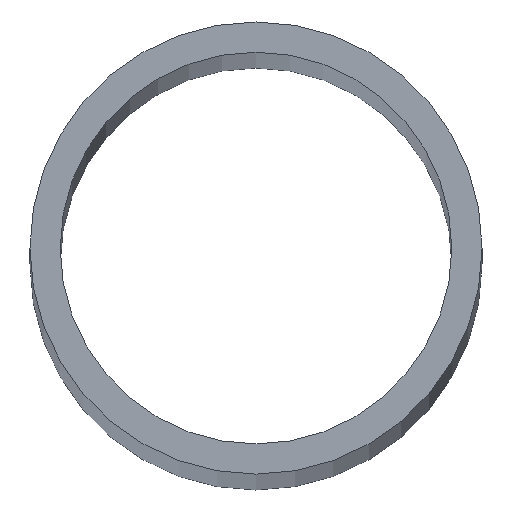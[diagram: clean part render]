
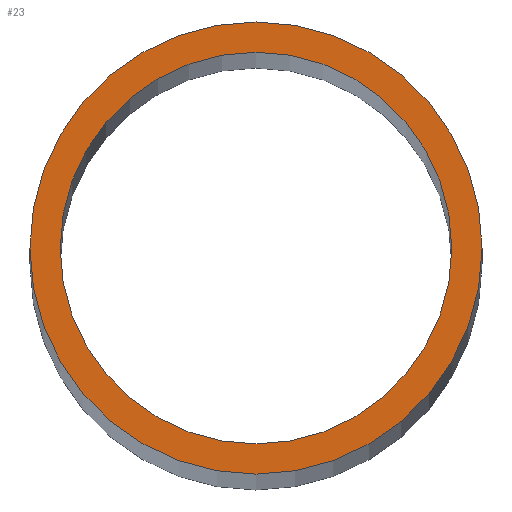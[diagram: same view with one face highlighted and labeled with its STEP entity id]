
A CAD part, top view. The second image highlights one B-rep face of the part: STEP entity #23.
In plain terms, the highlighted planar face has unit normal (0, 0, 1).
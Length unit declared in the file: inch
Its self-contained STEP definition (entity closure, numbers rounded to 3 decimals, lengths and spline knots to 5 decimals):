
#6 = ORIENTED_EDGE ( 'NONE', *, *, #115, .T. ) ;
#21 = VERTEX_POINT ( 'NONE', #166 ) ;
#23 = ADVANCED_FACE ( 'NONE', ( #124, #205 ), #147, .T. ) ;
#33 = DIRECTION ( 'NONE',  ( 0., 0., 1. ) ) ;
#35 = DIRECTION ( 'NONE',  ( 0., 0., 1. ) ) ;
#43 = ORIENTED_EDGE ( 'NONE', *, *, #101, .T. ) ;
#48 = DIRECTION ( 'NONE',  ( 1., 0., 0. ) ) ;
#50 = CARTESIAN_POINT ( 'NONE',  ( 0., 0., 216. ) ) ;
#57 = CIRCLE ( 'NONE', #120, 4.656 ) ;
#65 = AXIS2_PLACEMENT_3D ( 'NONE', #50, #33, #175 ) ;
#68 = CIRCLE ( 'NONE', #208, 5.375 ) ;
#71 = DIRECTION ( 'NONE',  ( 0., 0., 1. ) ) ;
#82 = CIRCLE ( 'NONE', #65, 4.656 ) ;
#84 = ORIENTED_EDGE ( 'NONE', *, *, #235, .F. ) ;
#90 = VERTEX_POINT ( 'NONE', #159 ) ;
#92 = CARTESIAN_POINT ( 'NONE',  ( 0., 0., 216. ) ) ;
#93 = CARTESIAN_POINT ( 'NONE',  ( -5.375, 0., 216. ) ) ;
#96 = AXIS2_PLACEMENT_3D ( 'NONE', #150, #204, #48 ) ;
#97 = CIRCLE ( 'NONE', #131, 5.375 ) ;
#99 = EDGE_CURVE ( 'NONE', #146, #90, #82, .T. ) ;
#101 = EDGE_CURVE ( 'NONE', #21, #186, #68, .T. ) ;
#113 = CARTESIAN_POINT ( 'NONE',  ( 4.656, 0., 216. ) ) ;
#114 = DIRECTION ( 'NONE',  ( 1., 0., 0. ) ) ;
#115 = EDGE_CURVE ( 'NONE', #186, #21, #97, .T. ) ;
#120 = AXIS2_PLACEMENT_3D ( 'NONE', #215, #35, #233 ) ;
#124 = FACE_OUTER_BOUND ( 'NONE', #228, .T. ) ;
#126 = EDGE_LOOP ( 'NONE', ( #84, #244 ) ) ;
#131 = AXIS2_PLACEMENT_3D ( 'NONE', #245, #71, #114 ) ;
#146 = VERTEX_POINT ( 'NONE', #113 ) ;
#147 = PLANE ( 'NONE',  #96 ) ;
#150 = CARTESIAN_POINT ( 'NONE',  ( 0., 0., 216. ) ) ;
#159 = CARTESIAN_POINT ( 'NONE',  ( -4.656, 0., 216. ) ) ;
#166 = CARTESIAN_POINT ( 'NONE',  ( 5.375, 0., 216. ) ) ;
#171 = DIRECTION ( 'NONE',  ( 1., 0., 0. ) ) ;
#175 = DIRECTION ( 'NONE',  ( 1., 0., 0. ) ) ;
#186 = VERTEX_POINT ( 'NONE', #93 ) ;
#191 = DIRECTION ( 'NONE',  ( 0., 0., 1. ) ) ;
#204 = DIRECTION ( 'NONE',  ( 0., 0., 1. ) ) ;
#205 = FACE_BOUND ( 'NONE', #126, .T. ) ;
#208 = AXIS2_PLACEMENT_3D ( 'NONE', #92, #191, #171 ) ;
#215 = CARTESIAN_POINT ( 'NONE',  ( 0., 0., 216. ) ) ;
#228 = EDGE_LOOP ( 'NONE', ( #6, #43 ) ) ;
#233 = DIRECTION ( 'NONE',  ( 1., 0., 0. ) ) ;
#235 = EDGE_CURVE ( 'NONE', #90, #146, #57, .T. ) ;
#244 = ORIENTED_EDGE ( 'NONE', *, *, #99, .F. ) ;
#245 = CARTESIAN_POINT ( 'NONE',  ( 0., 0., 216. ) ) ;
